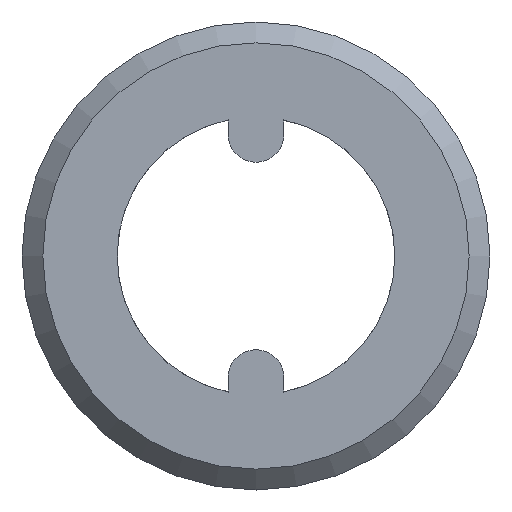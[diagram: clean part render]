
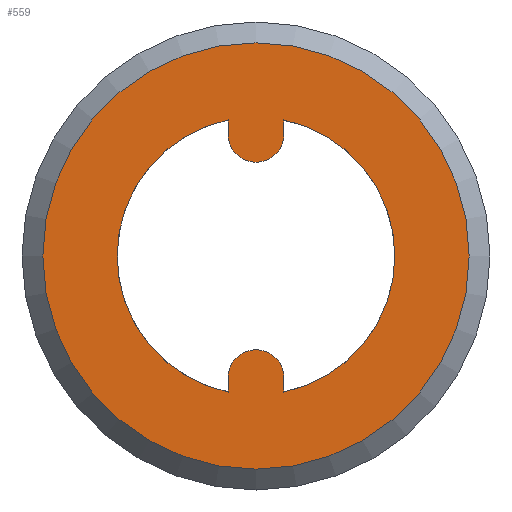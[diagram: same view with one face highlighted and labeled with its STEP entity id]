
A CAD part, front view. The second image highlights one B-rep face of the part: STEP entity #559.
In plain terms, the highlighted planar face has unit normal (0, -1, 0).
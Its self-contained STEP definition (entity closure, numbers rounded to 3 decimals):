
#42=PLANE('',#612);
#57=LINE('',#838,#73);
#58=LINE('',#839,#74);
#59=LINE('',#843,#75);
#60=LINE('',#844,#76);
#73=VECTOR('',#696,1000.);
#74=VECTOR('',#697,1000.);
#75=VECTOR('',#700,1000.);
#76=VECTOR('',#701,1000.);
#98=ORIENTED_EDGE('',*,*,#184,.T.);
#99=ORIENTED_EDGE('',*,*,#185,.T.);
#100=ORIENTED_EDGE('',*,*,#180,.T.);
#101=ORIENTED_EDGE('',*,*,#186,.F.);
#102=ORIENTED_EDGE('',*,*,#187,.T.);
#103=ORIENTED_EDGE('',*,*,#188,.F.);
#104=ORIENTED_EDGE('',*,*,#176,.T.);
#105=ORIENTED_EDGE('',*,*,#189,.T.);
#106=ORIENTED_EDGE('',*,*,#190,.T.);
#176=EDGE_CURVE('',#220,#219,#253,.T.);
#180=EDGE_CURVE('',#217,#223,#255,.T.);
#184=EDGE_CURVE('',#227,#228,#259,.F.);
#185=EDGE_CURVE('',#228,#217,#57,.T.);
#186=EDGE_CURVE('',#229,#223,#58,.T.);
#187=EDGE_CURVE('',#229,#230,#260,.F.);
#188=EDGE_CURVE('',#220,#230,#59,.T.);
#189=EDGE_CURVE('',#219,#227,#60,.T.);
#190=EDGE_CURVE('',#231,#231,#261,.F.);
#217=VERTEX_POINT('',#813);
#219=VERTEX_POINT('',#817);
#220=VERTEX_POINT('',#819);
#223=VERTEX_POINT('',#825);
#227=VERTEX_POINT('',#836);
#228=VERTEX_POINT('',#837);
#229=VERTEX_POINT('',#840);
#230=VERTEX_POINT('',#842);
#231=VERTEX_POINT('',#846);
#253=CIRCLE('',#605,10.);
#255=CIRCLE('',#607,10.);
#259=CIRCLE('',#613,2.);
#260=CIRCLE('',#614,2.);
#261=CIRCLE('',#615,15.35);
#283=EDGE_LOOP('',(#98,#99,#100,#101,#102,#103,#104,#105));
#284=EDGE_LOOP('',(#106));
#331=FACE_BOUND('',#283,.T.);
#332=FACE_BOUND('',#284,.T.);
#559=ADVANCED_FACE('',(#331,#332),#42,.F.);
#605=AXIS2_PLACEMENT_3D('',#818,#676,#677);
#607=AXIS2_PLACEMENT_3D('',#826,#682,#683);
#612=AXIS2_PLACEMENT_3D('',#834,#692,#693);
#613=AXIS2_PLACEMENT_3D('',#835,#694,#695);
#614=AXIS2_PLACEMENT_3D('',#841,#698,#699);
#615=AXIS2_PLACEMENT_3D('',#845,#702,#703);
#676=DIRECTION('',(0.,1.,0.));
#677=DIRECTION('',(1.,0.,0.));
#682=DIRECTION('',(0.,1.,0.));
#683=DIRECTION('',(1.,0.,0.));
#692=DIRECTION('',(0.,1.,0.));
#693=DIRECTION('',(0.,0.,1.));
#694=DIRECTION('',(0.,1.,0.));
#695=DIRECTION('',(0.,0.,1.));
#696=DIRECTION('',(0.,0.,-1.));
#697=DIRECTION('',(0.,0.,1.));
#698=DIRECTION('',(0.,1.,0.));
#699=DIRECTION('',(0.,0.,1.));
#700=DIRECTION('',(0.,0.,-1.));
#701=DIRECTION('',(0.,0.,1.));
#702=DIRECTION('',(0.,1.,0.));
#703=DIRECTION('',(0.,0.,1.));
#813=CARTESIAN_POINT('',(-2.,0.,-9.798));
#817=CARTESIAN_POINT('',(2.,0.,-9.798));
#818=CARTESIAN_POINT('',(0.,0.,0.));
#819=CARTESIAN_POINT('',(2.,0.,9.798));
#825=CARTESIAN_POINT('',(-2.,0.,9.798));
#826=CARTESIAN_POINT('',(0.,0.,0.));
#834=CARTESIAN_POINT('',(0.,0.,0.));
#835=CARTESIAN_POINT('',(0.,0.,-8.75));
#836=CARTESIAN_POINT('',(2.,0.,-8.75));
#837=CARTESIAN_POINT('',(-2.,0.,-8.75));
#838=CARTESIAN_POINT('',(-2.,0.,-6.75));
#839=CARTESIAN_POINT('',(-2.,0.,6.75));
#840=CARTESIAN_POINT('',(-2.,0.,8.75));
#841=CARTESIAN_POINT('',(0.,0.,8.75));
#842=CARTESIAN_POINT('',(2.,0.,8.75));
#843=CARTESIAN_POINT('',(2.,0.,10.));
#844=CARTESIAN_POINT('',(2.,0.,-10.));
#845=CARTESIAN_POINT('',(0.,0.,0.));
#846=CARTESIAN_POINT('',(0.,0.,15.35));
